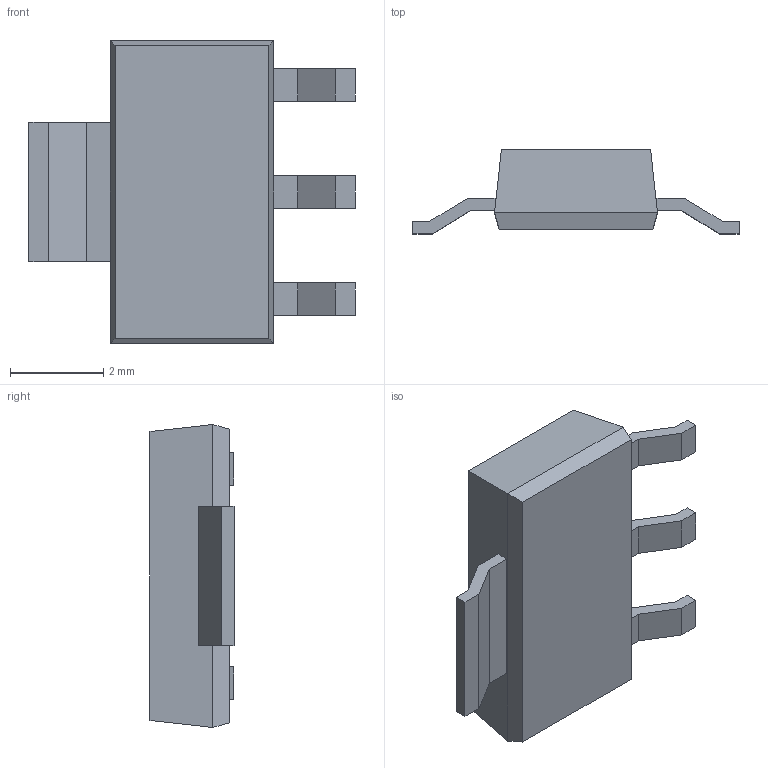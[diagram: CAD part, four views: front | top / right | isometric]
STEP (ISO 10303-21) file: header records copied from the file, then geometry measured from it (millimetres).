
FILE_DESCRIPTION(/* description */ (''),/* implementation_level */ '2;1');
FILE_NAME(/* name */ 'LDL1117S33R.step',/* time_stamp */ '2022-03-27T14:16:22-06:00',/* author */ (''),/* organization */ (''),/* preprocessor_version */ 'ST-DEVELOPER v18.1',/* originating_system */ 'Autodesk Translation Framework v10.13.0.1454',/* authorisation */ '');
FILE_SCHEMA (('AUTOMOTIVE_DESIGN { 1 0 10303 214 3 1 1 }'));
Length unit declared in the file: millimetre
Products named in the file (1): LDL1117S33R
Bounding box: 7 x 1.8 x 6.5 mm (x, y, z)
Volume: 38.9 mm3; surface area: 100.2 mm2
Topology: 5 solids, 5 shells, 50 faces, 116 edges, 76 vertices
Faces by surface type: plane 50
Entity records: 1431 total; most frequent: CARTESIAN_POINT 243, ORIENTED_EDGE 232, DIRECTION 218, LINE 116, VECTOR 116, EDGE_CURVE 116, VERTEX_POINT 76, AXIS2_PLACEMENT_3D 51
